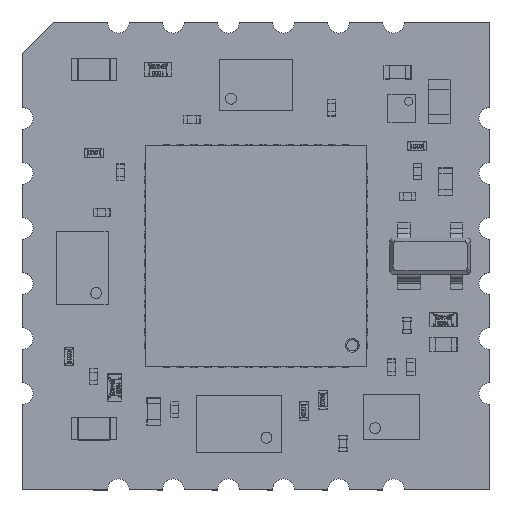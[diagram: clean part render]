
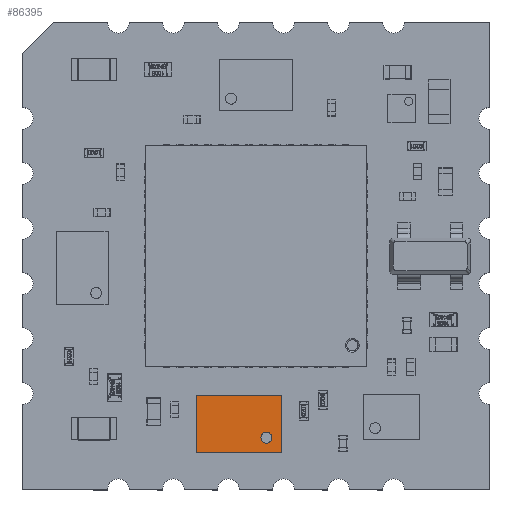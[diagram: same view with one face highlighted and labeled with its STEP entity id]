
A CAD part, top view. The second image highlights one B-rep face of the part: STEP entity #86395.
In plain terms, the highlighted planar face has unit normal (0, 0, 1).
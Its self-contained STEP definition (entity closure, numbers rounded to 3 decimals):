
#86081 = VERTEX_POINT('',#86082);
#86082 = CARTESIAN_POINT('',(1.55,1.05,0.6));
#86089 = PLANE('',#86090);
#86090 = AXIS2_PLACEMENT_3D('',#86091,#86092,#86093);
#86091 = CARTESIAN_POINT('',(1.55,1.05,0.));
#86092 = DIRECTION('',(1.,0.,0.));
#86093 = DIRECTION('',(0.,-1.,0.));
#86101 = PLANE('',#86102);
#86102 = AXIS2_PLACEMENT_3D('',#86103,#86104,#86105);
#86103 = CARTESIAN_POINT('',(-1.55,1.05,0.));
#86104 = DIRECTION('',(0.,1.,0.));
#86105 = DIRECTION('',(1.,0.,0.));
#86113 = EDGE_CURVE('',#86081,#86114,#86116,.T.);
#86114 = VERTEX_POINT('',#86115);
#86115 = CARTESIAN_POINT('',(1.55,-1.05,0.6));
#86116 = SURFACE_CURVE('',#86117,(#86121,#86128),.PCURVE_S1.);
#86117 = LINE('',#86118,#86119);
#86118 = CARTESIAN_POINT('',(1.55,1.05,0.6));
#86119 = VECTOR('',#86120,1.);
#86120 = DIRECTION('',(0.,-1.,0.));
#86121 = PCURVE('',#86089,#86122);
#86122 = DEFINITIONAL_REPRESENTATION('',(#86123),#86127);
#86123 = LINE('',#86124,#86125);
#86124 = CARTESIAN_POINT('',(0.,-0.6));
#86125 = VECTOR('',#86126,1.);
#86126 = DIRECTION('',(1.,0.));
#86127 = ( GEOMETRIC_REPRESENTATION_CONTEXT(2) 
PARAMETRIC_REPRESENTATION_CONTEXT() REPRESENTATION_CONTEXT('2D SPACE',''
  ) );
#86128 = PCURVE('',#86129,#86134);
#86129 = PLANE('',#86130);
#86130 = AXIS2_PLACEMENT_3D('',#86131,#86132,#86133);
#86131 = CARTESIAN_POINT('',(1.55,1.05,0.6));
#86132 = DIRECTION('',(0.,0.,1.));
#86133 = DIRECTION('',(1.,0.,0.));
#86134 = DEFINITIONAL_REPRESENTATION('',(#86135),#86139);
#86135 = LINE('',#86136,#86137);
#86136 = CARTESIAN_POINT('',(0.,0.));
#86137 = VECTOR('',#86138,1.);
#86138 = DIRECTION('',(0.,-1.));
#86139 = ( GEOMETRIC_REPRESENTATION_CONTEXT(2) 
PARAMETRIC_REPRESENTATION_CONTEXT() REPRESENTATION_CONTEXT('2D SPACE',''
  ) );
#86157 = PLANE('',#86158);
#86158 = AXIS2_PLACEMENT_3D('',#86159,#86160,#86161);
#86159 = CARTESIAN_POINT('',(1.55,-1.05,0.));
#86160 = DIRECTION('',(0.,-1.,0.));
#86161 = DIRECTION('',(-1.,0.,0.));
#86199 = EDGE_CURVE('',#86114,#86200,#86202,.T.);
#86200 = VERTEX_POINT('',#86201);
#86201 = CARTESIAN_POINT('',(-1.55,-1.05,0.6));
#86202 = SURFACE_CURVE('',#86203,(#86207,#86214),.PCURVE_S1.);
#86203 = LINE('',#86204,#86205);
#86204 = CARTESIAN_POINT('',(1.55,-1.05,0.6));
#86205 = VECTOR('',#86206,1.);
#86206 = DIRECTION('',(-1.,0.,0.));
#86207 = PCURVE('',#86157,#86208);
#86208 = DEFINITIONAL_REPRESENTATION('',(#86209),#86213);
#86209 = LINE('',#86210,#86211);
#86210 = CARTESIAN_POINT('',(0.,-0.6));
#86211 = VECTOR('',#86212,1.);
#86212 = DIRECTION('',(1.,0.));
#86213 = ( GEOMETRIC_REPRESENTATION_CONTEXT(2) 
PARAMETRIC_REPRESENTATION_CONTEXT() REPRESENTATION_CONTEXT('2D SPACE',''
  ) );
#86214 = PCURVE('',#86129,#86215);
#86215 = DEFINITIONAL_REPRESENTATION('',(#86216),#86220);
#86216 = LINE('',#86217,#86218);
#86217 = CARTESIAN_POINT('',(0.,-2.1));
#86218 = VECTOR('',#86219,1.);
#86219 = DIRECTION('',(-1.,0.));
#86220 = ( GEOMETRIC_REPRESENTATION_CONTEXT(2) 
PARAMETRIC_REPRESENTATION_CONTEXT() REPRESENTATION_CONTEXT('2D SPACE',''
  ) );
#86238 = PLANE('',#86239);
#86239 = AXIS2_PLACEMENT_3D('',#86240,#86241,#86242);
#86240 = CARTESIAN_POINT('',(-1.55,-1.05,0.));
#86241 = DIRECTION('',(-1.,0.,0.));
#86242 = DIRECTION('',(0.,1.,0.));
#86275 = EDGE_CURVE('',#86200,#86276,#86278,.T.);
#86276 = VERTEX_POINT('',#86277);
#86277 = CARTESIAN_POINT('',(-1.55,1.05,0.6));
#86278 = SURFACE_CURVE('',#86279,(#86283,#86290),.PCURVE_S1.);
#86279 = LINE('',#86280,#86281);
#86280 = CARTESIAN_POINT('',(-1.55,-1.05,0.6));
#86281 = VECTOR('',#86282,1.);
#86282 = DIRECTION('',(0.,1.,0.));
#86283 = PCURVE('',#86238,#86284);
#86284 = DEFINITIONAL_REPRESENTATION('',(#86285),#86289);
#86285 = LINE('',#86286,#86287);
#86286 = CARTESIAN_POINT('',(0.,-0.6));
#86287 = VECTOR('',#86288,1.);
#86288 = DIRECTION('',(1.,0.));
#86289 = ( GEOMETRIC_REPRESENTATION_CONTEXT(2) 
PARAMETRIC_REPRESENTATION_CONTEXT() REPRESENTATION_CONTEXT('2D SPACE',''
  ) );
#86290 = PCURVE('',#86129,#86291);
#86291 = DEFINITIONAL_REPRESENTATION('',(#86292),#86296);
#86292 = LINE('',#86293,#86294);
#86293 = CARTESIAN_POINT('',(-3.1,-2.1));
#86294 = VECTOR('',#86295,1.);
#86295 = DIRECTION('',(0.,1.));
#86296 = ( GEOMETRIC_REPRESENTATION_CONTEXT(2) 
PARAMETRIC_REPRESENTATION_CONTEXT() REPRESENTATION_CONTEXT('2D SPACE',''
  ) );
#86346 = EDGE_CURVE('',#86276,#86081,#86347,.T.);
#86347 = SURFACE_CURVE('',#86348,(#86352,#86359),.PCURVE_S1.);
#86348 = LINE('',#86349,#86350);
#86349 = CARTESIAN_POINT('',(-1.55,1.05,0.6));
#86350 = VECTOR('',#86351,1.);
#86351 = DIRECTION('',(1.,0.,0.));
#86352 = PCURVE('',#86101,#86353);
#86353 = DEFINITIONAL_REPRESENTATION('',(#86354),#86358);
#86354 = LINE('',#86355,#86356);
#86355 = CARTESIAN_POINT('',(0.,-0.6));
#86356 = VECTOR('',#86357,1.);
#86357 = DIRECTION('',(1.,0.));
#86358 = ( GEOMETRIC_REPRESENTATION_CONTEXT(2) 
PARAMETRIC_REPRESENTATION_CONTEXT() REPRESENTATION_CONTEXT('2D SPACE',''
  ) );
#86359 = PCURVE('',#86129,#86360);
#86360 = DEFINITIONAL_REPRESENTATION('',(#86361),#86365);
#86361 = LINE('',#86362,#86363);
#86362 = CARTESIAN_POINT('',(-3.1,0.));
#86363 = VECTOR('',#86364,1.);
#86364 = DIRECTION('',(1.,0.));
#86365 = ( GEOMETRIC_REPRESENTATION_CONTEXT(2) 
PARAMETRIC_REPRESENTATION_CONTEXT() REPRESENTATION_CONTEXT('2D SPACE',''
  ) );
#86395 = ADVANCED_FACE('',(#86396),#86129,.T.);
#86396 = FACE_BOUND('',#86397,.F.);
#86397 = EDGE_LOOP('',(#86398,#86399,#86400,#86401));
#86398 = ORIENTED_EDGE('',*,*,#86113,.T.);
#86399 = ORIENTED_EDGE('',*,*,#86199,.T.);
#86400 = ORIENTED_EDGE('',*,*,#86275,.T.);
#86401 = ORIENTED_EDGE('',*,*,#86346,.T.);
